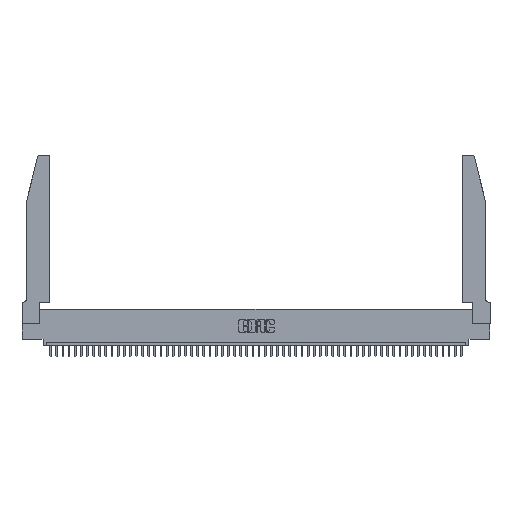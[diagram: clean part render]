
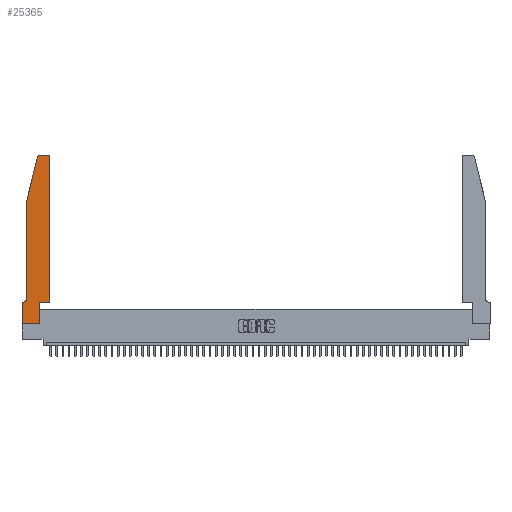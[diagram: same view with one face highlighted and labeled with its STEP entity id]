
A CAD part, top view. The second image highlights one B-rep face of the part: STEP entity #25365.
In plain terms, the highlighted planar face has unit normal (0, 0, 1).
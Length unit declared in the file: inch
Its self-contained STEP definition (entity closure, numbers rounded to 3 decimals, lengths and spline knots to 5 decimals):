
#730 = EDGE_CURVE ( 'NONE', #21468, #22848, #40812, .T. ) ;
#1812 = CIRCLE ( 'NONE', #8487, 0.03 ) ;
#2268 = CARTESIAN_POINT ( 'NONE',  ( 0.25487, 2.72718, 0.37 ) ) ;
#2452 = CARTESIAN_POINT ( 'NONE',  ( 0.0755, 2., 0.37 ) ) ;
#2854 = ORIENTED_EDGE ( 'NONE', *, *, #20567, .T. ) ;
#3082 = LINE ( 'NONE', #10098, #37367 ) ;
#3594 = FACE_OUTER_BOUND ( 'NONE', #50120, .T. ) ;
#4221 = CIRCLE ( 'NONE', #9494, 0.03 ) ;
#4508 = ORIENTED_EDGE ( 'NONE', *, *, #730, .T. ) ;
#5708 = ORIENTED_EDGE ( 'NONE', *, *, #27997, .T. ) ;
#5765 = ORIENTED_EDGE ( 'NONE', *, *, #38756, .T. ) ;
#6012 = VECTOR ( 'NONE', #18382, 39.37008 ) ;
#6070 = VERTEX_POINT ( 'NONE', #32367 ) ;
#6587 = DIRECTION ( 'NONE',  ( 1., 0., 0. ) ) ;
#6681 = VERTEX_POINT ( 'NONE', #42513 ) ;
#7219 = VERTEX_POINT ( 'NONE', #39033 ) ;
#7510 = CARTESIAN_POINT ( 'NONE',  ( 0., 0.35, 0.37 ) ) ;
#7869 = DIRECTION ( 'NONE',  ( 0., -1., 0. ) ) ;
#7988 = VERTEX_POINT ( 'NONE', #2268 ) ;
#8487 = AXIS2_PLACEMENT_3D ( 'NONE', #36650, #32707, #41985 ) ;
#8716 = VECTOR ( 'NONE', #36867, 39.37008 ) ;
#9494 = AXIS2_PLACEMENT_3D ( 'NONE', #15163, #30968, #6587 ) ;
#9961 = ORIENTED_EDGE ( 'NONE', *, *, #44885, .T. ) ;
#10098 = CARTESIAN_POINT ( 'NONE',  ( 0., 0., 0.37 ) ) ;
#10430 = CARTESIAN_POINT ( 'NONE',  ( 0., 0.35, 0.37 ) ) ;
#11079 = LINE ( 'NONE', #19029, #47400 ) ;
#11488 = AXIS2_PLACEMENT_3D ( 'NONE', #24138, #28656, #16578 ) ;
#11623 = DIRECTION ( 'NONE',  ( 1., 0., 0. ) ) ;
#12336 = CARTESIAN_POINT ( 'NONE',  ( 0.4505, 2.72, 0.37 ) ) ;
#13188 = LINE ( 'NONE', #27330, #27867 ) ;
#13698 = ORIENTED_EDGE ( 'NONE', *, *, #16659, .T. ) ;
#15163 = CARTESIAN_POINT ( 'NONE',  ( 0.284, 2.72, 0.37 ) ) ;
#15687 = ORIENTED_EDGE ( 'NONE', *, *, #35682, .T. ) ;
#16427 = CARTESIAN_POINT ( 'NONE',  ( 0.2605, 2.75, 0.37 ) ) ;
#16578 = DIRECTION ( 'NONE',  ( -1., 0., 0. ) ) ;
#16659 = EDGE_CURVE ( 'NONE', #34405, #7988, #4221, .T. ) ;
#17102 = CARTESIAN_POINT ( 'NONE',  ( 0.4505, 0.35, 0.37 ) ) ;
#17194 = VERTEX_POINT ( 'NONE', #43053 ) ;
#18382 = DIRECTION ( 'NONE',  ( 0., 1., 0. ) ) ;
#19029 = CARTESIAN_POINT ( 'NONE',  ( 0.4505, 0.35, 0.37 ) ) ;
#20567 = EDGE_CURVE ( 'NONE', #22848, #6681, #24859, .T. ) ;
#21414 = VERTEX_POINT ( 'NONE', #12336 ) ;
#21468 = VERTEX_POINT ( 'NONE', #24913 ) ;
#22310 = EDGE_CURVE ( 'NONE', #17194, #28732, #13188, .T. ) ;
#22848 = VERTEX_POINT ( 'NONE', #10430 ) ;
#22894 = CARTESIAN_POINT ( 'NONE',  ( 0.284, 2.75, 0.37 ) ) ;
#23136 = DIRECTION ( 'NONE',  ( 1., 0., 0. ) ) ;
#23475 = AXIS2_PLACEMENT_3D ( 'NONE', #7510, #36456, #11623 ) ;
#24138 = CARTESIAN_POINT ( 'NONE',  ( 0.0055, 0.42, 0.37 ) ) ;
#24859 = LINE ( 'NONE', #35981, #32490 ) ;
#24913 = CARTESIAN_POINT ( 'NONE',  ( 0.0055, 0.35, 0.37 ) ) ;
#25365 = ADVANCED_FACE ( 'NONE', ( #3594 ), #51470, .T. ) ;
#25930 = LINE ( 'NONE', #28797, #36129 ) ;
#27035 = ORIENTED_EDGE ( 'NONE', *, *, #36822, .T. ) ;
#27113 = VECTOR ( 'NONE', #47630, 39.37008 ) ;
#27330 = CARTESIAN_POINT ( 'NONE',  ( 0.2865, 0.35, 0.37 ) ) ;
#27562 = EDGE_CURVE ( 'NONE', #21414, #50724, #1812, .T. ) ;
#27867 = VECTOR ( 'NONE', #51382, 39.37008 ) ;
#27997 = EDGE_CURVE ( 'NONE', #6681, #17194, #3082, .T. ) ;
#28656 = DIRECTION ( 'NONE',  ( 0., 0., -1. ) ) ;
#28732 = VERTEX_POINT ( 'NONE', #29805 ) ;
#28797 = CARTESIAN_POINT ( 'NONE',  ( 0.0755, 2., 0.37 ) ) ;
#29642 = CIRCLE ( 'NONE', #11488, 0.07 ) ;
#29710 = EDGE_CURVE ( 'NONE', #28732, #35788, #11079, .T. ) ;
#29805 = CARTESIAN_POINT ( 'NONE',  ( 0.2865, 0.35, 0.37 ) ) ;
#29923 = VECTOR ( 'NONE', #45647, 39.37008 ) ;
#30965 = LINE ( 'NONE', #2452, #27113 ) ;
#30968 = DIRECTION ( 'NONE',  ( 0., 0., 1. ) ) ;
#31710 = CARTESIAN_POINT ( 'NONE',  ( 0.4505, 0.35, 0.37 ) ) ;
#32367 = CARTESIAN_POINT ( 'NONE',  ( 0.0755, 2., 0.37 ) ) ;
#32490 = VECTOR ( 'NONE', #7869, 39.37008 ) ;
#32707 = DIRECTION ( 'NONE',  ( 0., 0., 1. ) ) ;
#34016 = LINE ( 'NONE', #17102, #6012 ) ;
#34264 = ORIENTED_EDGE ( 'NONE', *, *, #22310, .T. ) ;
#34405 = VERTEX_POINT ( 'NONE', #22894 ) ;
#35682 = EDGE_CURVE ( 'NONE', #50724, #34405, #45659, .T. ) ;
#35788 = VERTEX_POINT ( 'NONE', #31710 ) ;
#35981 = CARTESIAN_POINT ( 'NONE',  ( 0., 0., 0.37 ) ) ;
#36129 = VECTOR ( 'NONE', #36276, 39.37008 ) ;
#36276 = DIRECTION ( 'NONE',  ( -0.239, -0.971, 0. ) ) ;
#36456 = DIRECTION ( 'NONE',  ( 0., 0., 1. ) ) ;
#36650 = CARTESIAN_POINT ( 'NONE',  ( 0.4205, 2.72, 0.37 ) ) ;
#36822 = EDGE_CURVE ( 'NONE', #35788, #21414, #34016, .T. ) ;
#36867 = DIRECTION ( 'NONE',  ( -1., 0., 0. ) ) ;
#37367 = VECTOR ( 'NONE', #23136, 39.37008 ) ;
#38756 = EDGE_CURVE ( 'NONE', #6070, #7219, #30965, .T. ) ;
#39033 = CARTESIAN_POINT ( 'NONE',  ( 0.0755, 0.42, 0.37 ) ) ;
#40812 = LINE ( 'NONE', #48929, #29923 ) ;
#41518 = ORIENTED_EDGE ( 'NONE', *, *, #29710, .T. ) ;
#41985 = DIRECTION ( 'NONE',  ( 1., 0., 0. ) ) ;
#42513 = CARTESIAN_POINT ( 'NONE',  ( 0., 0., 0.37 ) ) ;
#43053 = CARTESIAN_POINT ( 'NONE',  ( 0.2865, 0., 0.37 ) ) ;
#44192 = ORIENTED_EDGE ( 'NONE', *, *, #44262, .T. ) ;
#44262 = EDGE_CURVE ( 'NONE', #7988, #6070, #25930, .T. ) ;
#44885 = EDGE_CURVE ( 'NONE', #7219, #21468, #29642, .T. ) ;
#45647 = DIRECTION ( 'NONE',  ( -1., 0., 0. ) ) ;
#45659 = LINE ( 'NONE', #16427, #8716 ) ;
#47400 = VECTOR ( 'NONE', #51595, 39.37008 ) ;
#47630 = DIRECTION ( 'NONE',  ( 0., -1., 0. ) ) ;
#47731 = ORIENTED_EDGE ( 'NONE', *, *, #27562, .T. ) ;
#48929 = CARTESIAN_POINT ( 'NONE',  ( 0.0755, 0.35, 0.37 ) ) ;
#50120 = EDGE_LOOP ( 'NONE', ( #15687, #13698, #44192, #5765, #9961, #4508, #2854, #5708, #34264, #41518, #27035, #47731 ) ) ;
#50724 = VERTEX_POINT ( 'NONE', #51748 ) ;
#51382 = DIRECTION ( 'NONE',  ( 0., 1., 0. ) ) ;
#51470 = PLANE ( 'NONE',  #23475 ) ;
#51595 = DIRECTION ( 'NONE',  ( 1., 0., 0. ) ) ;
#51748 = CARTESIAN_POINT ( 'NONE',  ( 0.4205, 2.75, 0.37 ) ) ;
